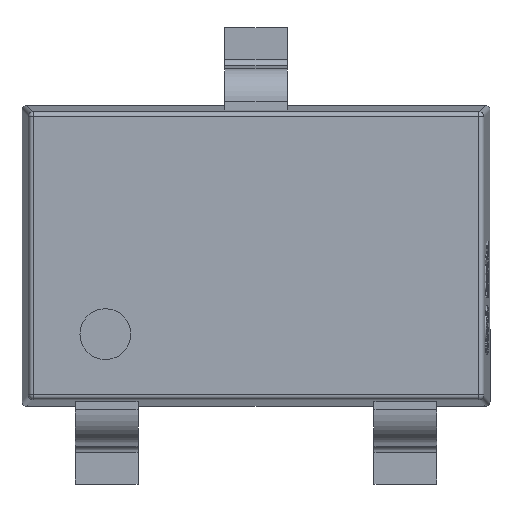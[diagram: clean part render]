
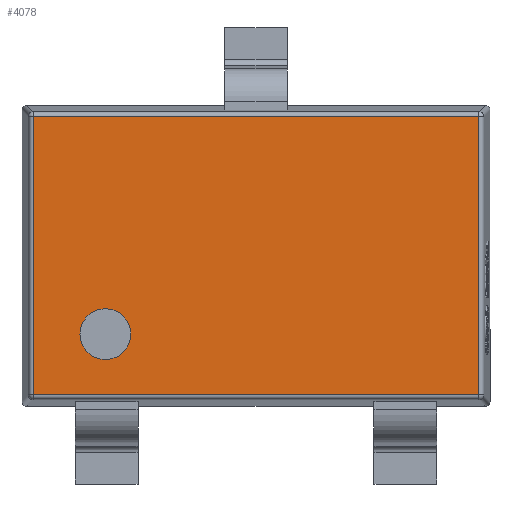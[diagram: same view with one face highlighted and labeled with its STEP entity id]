
A CAD part, top view. The second image highlights one B-rep face of the part: STEP entity #4078.
In plain terms, the highlighted planar face has unit normal (0, 0, 1).
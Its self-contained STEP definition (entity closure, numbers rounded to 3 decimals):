
#482 = FACE_BOUND ( 'NONE', #5975, .T. ) ;
#738 = VERTEX_POINT ( 'NONE', #7241 ) ;
#862 = CIRCLE ( 'NONE', #8237, 0.161 ) ;
#893 = DIRECTION ( 'NONE',  ( 0., 0., 1. ) ) ;
#1044 = DIRECTION ( 'NONE',  ( 0., 0., 1. ) ) ;
#1770 = LINE ( 'NONE', #7258, #10441 ) ;
#1785 = CARTESIAN_POINT ( 'NONE',  ( -1.119, -0.498, 0.6 ) ) ;
#1798 = DIRECTION ( 'NONE',  ( 0., 1., 0. ) ) ;
#1944 = CARTESIAN_POINT ( 'NONE',  ( -1.418, -0.885, 0.6 ) ) ;
#1991 = CARTESIAN_POINT ( 'NONE',  ( 0., 0., 0.6 ) ) ;
#2096 = CARTESIAN_POINT ( 'NONE',  ( -1.418, 0.885, 0.6 ) ) ;
#2588 = FACE_OUTER_BOUND ( 'NONE', #11833, .T. ) ;
#3221 = DIRECTION ( 'NONE',  ( 1., 0., 0. ) ) ;
#3262 = LINE ( 'NONE', #9855, #4450 ) ;
#3308 = CIRCLE ( 'NONE', #5164, 0.161 ) ;
#3316 = ORIENTED_EDGE ( 'NONE', *, *, #8304, .T. ) ;
#3444 = ORIENTED_EDGE ( 'NONE', *, *, #14208, .F. ) ;
#3576 = VECTOR ( 'NONE', #1798, 1000. ) ;
#3648 = AXIS2_PLACEMENT_3D ( 'NONE', #1991, #1044, #13162 ) ;
#3970 = EDGE_CURVE ( 'NONE', #11371, #738, #862, .T. ) ;
#4078 = ADVANCED_FACE ( 'NONE', ( #2588, #482 ), #9264, .T. ) ;
#4450 = VECTOR ( 'NONE', #4494, 1000. ) ;
#4494 = DIRECTION ( 'NONE',  ( 0., -1., 0. ) ) ;
#4905 = DIRECTION ( 'NONE',  ( 0., 0., 1. ) ) ;
#5164 = AXIS2_PLACEMENT_3D ( 'NONE', #14148, #893, #7249 ) ;
#5262 = DIRECTION ( 'NONE',  ( 1., 0., 0. ) ) ;
#5346 = LINE ( 'NONE', #8432, #3576 ) ;
#5525 = VERTEX_POINT ( 'NONE', #2096 ) ;
#5653 = VECTOR ( 'NONE', #3221, 1000. ) ;
#5810 = EDGE_CURVE ( 'NONE', #14147, #5525, #1770, .T. ) ;
#5962 = EDGE_CURVE ( 'NONE', #9182, #9785, #9817, .T. ) ;
#5975 = EDGE_LOOP ( 'NONE', ( #3444, #9493 ) ) ;
#6291 = ORIENTED_EDGE ( 'NONE', *, *, #5962, .T. ) ;
#7070 = CARTESIAN_POINT ( 'NONE',  ( -0.958, -0.498, 0.6 ) ) ;
#7179 = CARTESIAN_POINT ( 'NONE',  ( 1.418, 0.885, 0.6 ) ) ;
#7241 = CARTESIAN_POINT ( 'NONE',  ( -0.797, -0.498, 0.6 ) ) ;
#7249 = DIRECTION ( 'NONE',  ( 1., 0., 0. ) ) ;
#7258 = CARTESIAN_POINT ( 'NONE',  ( -1.446, 0.885, 0.6 ) ) ;
#7681 = CARTESIAN_POINT ( 'NONE',  ( 1.446, -0.885, 0.6 ) ) ;
#8175 = CARTESIAN_POINT ( 'NONE',  ( 1.418, -0.885, 0.6 ) ) ;
#8237 = AXIS2_PLACEMENT_3D ( 'NONE', #7070, #4905, #5262 ) ;
#8304 = EDGE_CURVE ( 'NONE', #9785, #14147, #5346, .T. ) ;
#8432 = CARTESIAN_POINT ( 'NONE',  ( 1.418, 0.913, 0.6 ) ) ;
#9182 = VERTEX_POINT ( 'NONE', #1944 ) ;
#9264 = PLANE ( 'NONE',  #3648 ) ;
#9493 = ORIENTED_EDGE ( 'NONE', *, *, #3970, .F. ) ;
#9785 = VERTEX_POINT ( 'NONE', #8175 ) ;
#9817 = LINE ( 'NONE', #7681, #5653 ) ;
#9855 = CARTESIAN_POINT ( 'NONE',  ( -1.418, -0.913, 0.6 ) ) ;
#10441 = VECTOR ( 'NONE', #11806, 1000. ) ;
#11371 = VERTEX_POINT ( 'NONE', #1785 ) ;
#11535 = ORIENTED_EDGE ( 'NONE', *, *, #13797, .T. ) ;
#11806 = DIRECTION ( 'NONE',  ( -1., 0., 0. ) ) ;
#11833 = EDGE_LOOP ( 'NONE', ( #11535, #6291, #3316, #13304 ) ) ;
#13162 = DIRECTION ( 'NONE',  ( 1., 0., 0. ) ) ;
#13304 = ORIENTED_EDGE ( 'NONE', *, *, #5810, .T. ) ;
#13797 = EDGE_CURVE ( 'NONE', #5525, #9182, #3262, .T. ) ;
#14147 = VERTEX_POINT ( 'NONE', #7179 ) ;
#14148 = CARTESIAN_POINT ( 'NONE',  ( -0.958, -0.498, 0.6 ) ) ;
#14208 = EDGE_CURVE ( 'NONE', #738, #11371, #3308, .T. ) ;
